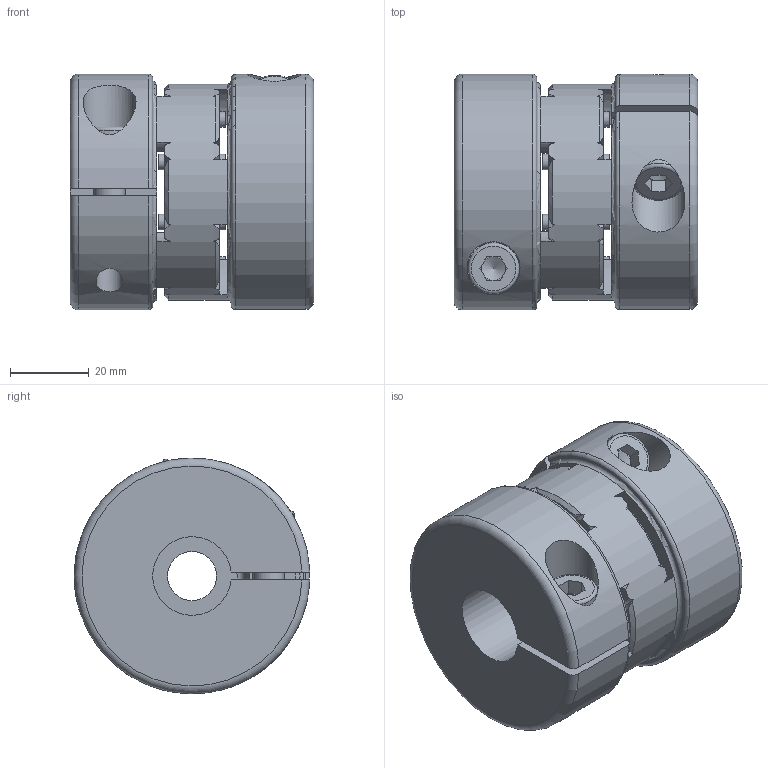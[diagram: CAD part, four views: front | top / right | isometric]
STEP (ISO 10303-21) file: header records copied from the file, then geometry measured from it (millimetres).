
FILE_DESCRIPTION( ( 'Unknown' ), '1' );
FILE_NAME( 'EKM 90.stp', 'Unknown', ( 'Unknown' ), ( 'Unknown' ), 'PSStep 10.1', 'Unknown', ' ' );
FILE_SCHEMA( ( 'AUTOMOTIVE_DESIGN { 1 0 10303 214 1 1 1 1 }' ) );
Length unit declared in the file: millimetre
Products named in the file (1): 27513377-oa1
Bounding box: 62 x 59.98 x 59.99 mm (x, y, z)
Surface area: 34681.2 mm2 (no closed solid volume)
Topology: 0 solids, 1 shells, 216 faces, 616 edges, 391 vertices
Faces by surface type: cylinder 74, cone 70, plane 62, torus 10
Full cylindrical faces by diameter (mm): 4 x8, 6.8 x2, 8 x2, 8.6 x2, 12.5 x1, 13 x2, 13.5 x2, 27 x2, 55 x1
Entity records: 9332 total; most frequent: CARTESIAN_POINT 2191, ORIENTED_EDGE 1136, DIRECTION 1130, EDGE_CURVE 568, AXIS2_PLACEMENT_3D 491, VERTEX_POINT 376, CIRCLE 274, EDGE_LOOP 270
